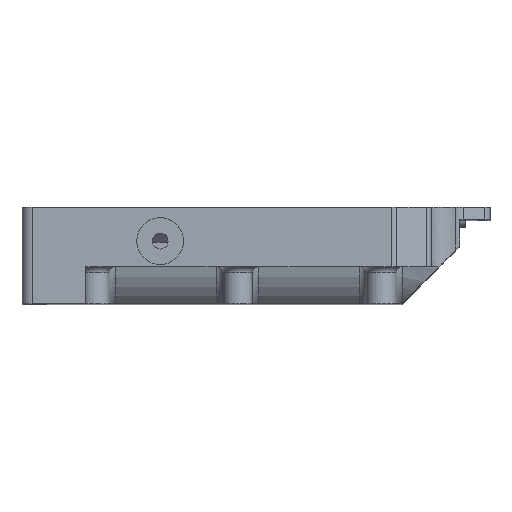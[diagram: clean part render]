
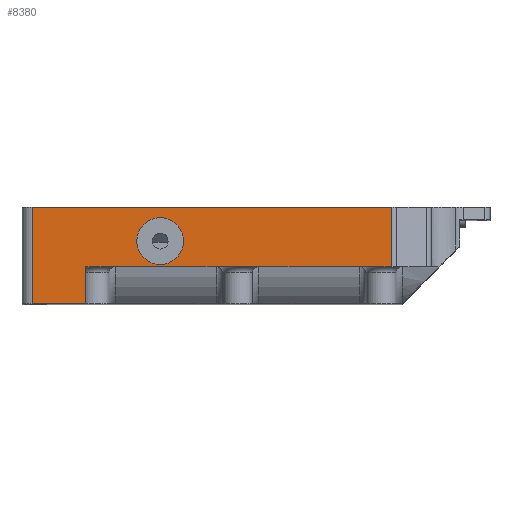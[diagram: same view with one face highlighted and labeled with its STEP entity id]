
A CAD part, top view. The second image highlights one B-rep face of the part: STEP entity #8380.
In plain terms, the highlighted planar face has unit normal (0, 0, 1).
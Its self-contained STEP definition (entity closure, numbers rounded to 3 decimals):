
#104=B_SPLINE_CURVE_WITH_KNOTS('',3,(#12910,#12911,#12912,#12913,#12914,
#12915,#12916,#12917,#12918,#12919),.UNSPECIFIED.,.F.,.F.,(4,2,2,2,4),(1.633,
1.758,2.042,2.325,2.404),
 .UNSPECIFIED.);
#108=B_SPLINE_CURVE_WITH_KNOTS('',3,(#12991,#12992,#12993,#12994,#12995,
#12996,#12997,#12998,#12999,#13000),.UNSPECIFIED.,.F.,.F.,(4,2,2,2,4),(1.633,
1.758,2.042,2.325,2.451),
 .UNSPECIFIED.);
#113=B_SPLINE_CURVE_WITH_KNOTS('',3,(#13093,#13094,#13095,#13096,#13097,
#13098,#13099,#13100,#13101,#13102),.UNSPECIFIED.,.F.,.F.,(4,2,2,2,4),(1.633,
1.758,2.042,2.325,2.451),
 .UNSPECIFIED.);
#204=FACE_BOUND('',#1418,.T.);
#413=PLANE('',#9267);
#848=FACE_OUTER_BOUND('',#1417,.T.);
#1417=EDGE_LOOP('',(#7257,#7258,#7259,#7260,#7261,#7262,#7263,#7264,#7265,
#7266,#7267));
#1418=EDGE_LOOP('',(#7268));
#1619=LINE('',#12212,#2338);
#1643=LINE('',#12383,#2362);
#1732=LINE('',#12961,#2451);
#1741=LINE('',#13065,#2460);
#1755=LINE('',#13175,#2474);
#1757=LINE('',#13180,#2476);
#2164=LINE('',#14493,#2883);
#2165=LINE('',#14495,#2884);
#2338=VECTOR('',#9598,10.);
#2362=VECTOR('',#9724,10.);
#2451=VECTOR('',#10063,10.);
#2460=VECTOR('',#10110,10.);
#2474=VECTOR('',#10168,10.);
#2476=VECTOR('',#10174,10.);
#2883=VECTOR('',#11575,10.);
#2884=VECTOR('',#11578,10.);
#3110=CIRCLE('',#8643,11.);
#3523=VERTEX_POINT('',#12209);
#3524=VERTEX_POINT('',#12211);
#3586=VERTEX_POINT('',#12381);
#3644=VERTEX_POINT('',#12606);
#3692=VERTEX_POINT('',#12893);
#3695=VERTEX_POINT('',#12908);
#3702=VERTEX_POINT('',#12959);
#3708=VERTEX_POINT('',#12989);
#3709=VERTEX_POINT('',#12990);
#3718=VERTEX_POINT('',#13064);
#3732=VERTEX_POINT('',#13174);
#3733=VERTEX_POINT('',#13178);
#4312=EDGE_CURVE('',#3523,#3524,#1619,.T.);
#4384=EDGE_CURVE('',#3586,#3523,#1643,.T.);
#4468=EDGE_CURVE('',#3644,#3644,#3110,.T.);
#4549=EDGE_CURVE('',#3695,#3692,#104,.T.);
#4559=EDGE_CURVE('',#3695,#3702,#1732,.T.);
#4566=EDGE_CURVE('',#3708,#3709,#108,.F.);
#4583=EDGE_CURVE('',#3718,#3708,#1741,.T.);
#4591=EDGE_CURVE('',#3702,#3718,#113,.F.);
#4611=EDGE_CURVE('',#3692,#3732,#1755,.T.);
#4614=EDGE_CURVE('',#3709,#3733,#1757,.T.);
#5242=EDGE_CURVE('',#3524,#3733,#2164,.T.);
#5243=EDGE_CURVE('',#3586,#3732,#2165,.T.);
#7257=ORIENTED_EDGE('',*,*,#4384,.F.);
#7258=ORIENTED_EDGE('',*,*,#5243,.T.);
#7259=ORIENTED_EDGE('',*,*,#4611,.F.);
#7260=ORIENTED_EDGE('',*,*,#4549,.F.);
#7261=ORIENTED_EDGE('',*,*,#4559,.T.);
#7262=ORIENTED_EDGE('',*,*,#4591,.T.);
#7263=ORIENTED_EDGE('',*,*,#4583,.T.);
#7264=ORIENTED_EDGE('',*,*,#4566,.T.);
#7265=ORIENTED_EDGE('',*,*,#4614,.T.);
#7266=ORIENTED_EDGE('',*,*,#5242,.F.);
#7267=ORIENTED_EDGE('',*,*,#4312,.F.);
#7268=ORIENTED_EDGE('',*,*,#4468,.T.);
#8380=ADVANCED_FACE('',(#848,#204),#413,.T.);
#8643=AXIS2_PLACEMENT_3D('',#12607,#9863,#9864);
#9267=AXIS2_PLACEMENT_3D('',#14494,#11576,#11577);
#9598=DIRECTION('',(1.,0.,0.));
#9724=DIRECTION('',(0.,1.,0.));
#9863=DIRECTION('center_axis',(0.,0.,-1.));
#9864=DIRECTION('ref_axis',(1.,0.,0.));
#10063=DIRECTION('',(1.,0.,0.));
#10110=DIRECTION('',(1.,0.,0.));
#10168=DIRECTION('',(0.,-1.,0.));
#10174=DIRECTION('',(1.,0.,0.));
#11575=DIRECTION('',(0.,-1.,0.));
#11576=DIRECTION('center_axis',(0.,0.,1.));
#11577=DIRECTION('ref_axis',(0.,1.,0.));
#11578=DIRECTION('',(1.,0.,0.));
#12209=CARTESIAN_POINT('',(-17.7,30.75,276.38));
#12211=CARTESIAN_POINT('',(151.16,30.75,276.38));
#12212=CARTESIAN_POINT('',(184.125,30.75,276.38));
#12381=CARTESIAN_POINT('',(-17.7,-14.75,276.38));
#12383=CARTESIAN_POINT('',(-17.7,16.75,276.38));
#12606=CARTESIAN_POINT('',(31.3,14.75,276.38));
#12607=CARTESIAN_POINT('Origin',(42.3,14.75,276.38));
#12893=CARTESIAN_POINT('',(7.3,2.743,276.38));
#12908=CARTESIAN_POINT('',(15.519,2.75,276.38));
#12910=CARTESIAN_POINT('Ctrl Pts',(15.519,2.75,276.38));
#12911=CARTESIAN_POINT('Ctrl Pts',(15.1,2.75,276.38));
#12912=CARTESIAN_POINT('Ctrl Pts',(14.597,2.73,276.38));
#12913=CARTESIAN_POINT('Ctrl Pts',(13.236,2.655,276.38));
#12914=CARTESIAN_POINT('Ctrl Pts',(12.105,2.578,276.38));
#12915=CARTESIAN_POINT('Ctrl Pts',(10.216,2.578,276.38));
#12916=CARTESIAN_POINT('Ctrl Pts',(9.085,2.655,276.38));
#12917=CARTESIAN_POINT('Ctrl Pts',(7.88,2.721,276.38));
#12918=CARTESIAN_POINT('Ctrl Pts',(7.586,2.735,276.38));
#12919=CARTESIAN_POINT('Ctrl Pts',(7.3,2.743,276.38));
#12959=CARTESIAN_POINT('',(74.301,2.75,276.38));
#12961=CARTESIAN_POINT('',(144.,2.75,276.38));
#12989=CARTESIAN_POINT('',(141.801,2.75,276.38));
#12990=CARTESIAN_POINT('',(150.519,2.75,276.38));
#12991=CARTESIAN_POINT('Ctrl Pts',(150.519,2.75,276.38));
#12992=CARTESIAN_POINT('Ctrl Pts',(150.1,2.75,276.38));
#12993=CARTESIAN_POINT('Ctrl Pts',(149.597,2.73,276.38));
#12994=CARTESIAN_POINT('Ctrl Pts',(148.236,2.655,276.38));
#12995=CARTESIAN_POINT('Ctrl Pts',(147.105,2.578,276.38));
#12996=CARTESIAN_POINT('Ctrl Pts',(145.216,2.578,276.38));
#12997=CARTESIAN_POINT('Ctrl Pts',(144.085,2.655,276.38));
#12998=CARTESIAN_POINT('Ctrl Pts',(142.723,2.73,276.38));
#12999=CARTESIAN_POINT('Ctrl Pts',(142.221,2.75,276.38));
#13000=CARTESIAN_POINT('Ctrl Pts',(141.801,2.75,276.38));
#13064=CARTESIAN_POINT('',(83.019,2.75,276.38));
#13065=CARTESIAN_POINT('',(144.,2.75,276.38));
#13093=CARTESIAN_POINT('Ctrl Pts',(83.019,2.75,276.38));
#13094=CARTESIAN_POINT('Ctrl Pts',(82.6,2.75,276.38));
#13095=CARTESIAN_POINT('Ctrl Pts',(82.097,2.73,276.38));
#13096=CARTESIAN_POINT('Ctrl Pts',(80.736,2.655,276.38));
#13097=CARTESIAN_POINT('Ctrl Pts',(79.605,2.578,276.38));
#13098=CARTESIAN_POINT('Ctrl Pts',(77.716,2.578,276.38));
#13099=CARTESIAN_POINT('Ctrl Pts',(76.585,2.655,276.38));
#13100=CARTESIAN_POINT('Ctrl Pts',(75.223,2.73,276.38));
#13101=CARTESIAN_POINT('Ctrl Pts',(74.721,2.75,276.38));
#13102=CARTESIAN_POINT('Ctrl Pts',(74.301,2.75,276.38));
#13174=CARTESIAN_POINT('',(7.3,-14.75,276.38));
#13175=CARTESIAN_POINT('',(7.3,-14.75,276.38));
#13178=CARTESIAN_POINT('',(151.16,2.75,276.38));
#13180=CARTESIAN_POINT('',(144.,2.75,276.38));
#14493=CARTESIAN_POINT('',(151.16,16.75,276.38));
#14494=CARTESIAN_POINT('Origin',(144.,2.75,276.38));
#14495=CARTESIAN_POINT('',(-22.7,-14.75,276.38));
